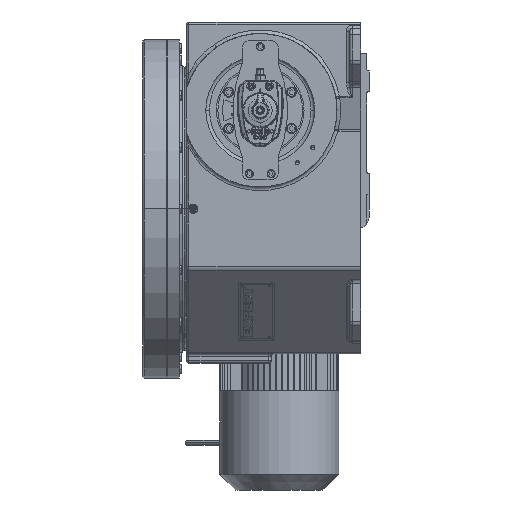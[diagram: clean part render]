
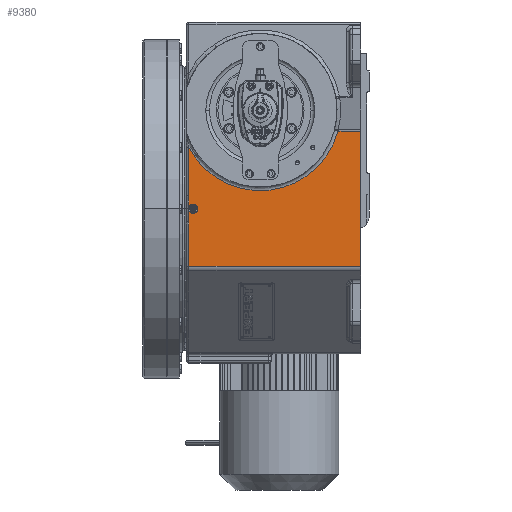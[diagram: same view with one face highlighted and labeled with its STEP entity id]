
A CAD part, left-side view. The second image highlights one B-rep face of the part: STEP entity #9380.
In plain terms, the highlighted planar face has unit normal (-1, 0, 0).
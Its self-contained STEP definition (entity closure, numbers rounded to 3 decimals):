
#402=CARTESIAN_POINT('',(-240.,277.,0.));
#403=DIRECTION('',(-1.,0.,0.));
#404=DIRECTION('',(0.,-1.,0.));
#405=AXIS2_PLACEMENT_3D('',#402,#403,#404);
#407=CARTESIAN_POINT('',(-240.,284.,21.749));
#408=CARTESIAN_POINT('',(-240.,284.,19.63));
#409=CARTESIAN_POINT('',(-240.,284.016,15.38));
#410=CARTESIAN_POINT('',(-240.,284.052,8.961));
#411=CARTESIAN_POINT('',(-240.,284.066,4.66));
#412=CARTESIAN_POINT('',(-240.,284.07,2.504));
#414=DIRECTION('',(0.,0.,-1.));
#415=VECTOR('',#414,79.892);
#416=CARTESIAN_POINT('',(-240.,284.,101.641));
#417=LINE('',#416,#415);
#418=CARTESIAN_POINT('',(-240.,166.,163.));
#419=DIRECTION('',(1.,0.,0.));
#420=DIRECTION('',(0.,-0.966,-0.258));
#421=AXIS2_PLACEMENT_3D('',#418,#419,#420);
#423=DIRECTION('',(0.,-1.,0.));
#424=VECTOR('',#423,37.509);
#425=CARTESIAN_POINT('',(-240.,37.509,128.661));
#426=LINE('',#425,#424);
#427=DIRECTION('',(0.,0.,1.));
#428=VECTOR('',#427,223.93);
#429=CARTESIAN_POINT('',(-240.,0.,-95.269));
#430=LINE('',#429,#428);
#431=DIRECTION('',(0.,1.,0.));
#432=VECTOR('',#431,284.);
#433=CARTESIAN_POINT('',(-240.,0.,-95.269));
#434=LINE('',#433,#432);
#435=DIRECTION('',(0.,0.,-1.));
#436=VECTOR('',#435,73.521);
#437=CARTESIAN_POINT('',(-240.,284.,-21.749));
#438=LINE('',#437,#436);
#439=CARTESIAN_POINT('',(-240.,284.07,-2.504));
#440=CARTESIAN_POINT('',(-240.,284.066,-4.66));
#441=CARTESIAN_POINT('',(-240.,284.052,-8.961));
#442=CARTESIAN_POINT('',(-240.,284.016,-15.38));
#443=CARTESIAN_POINT('',(-240.,284.,-19.63));
#444=CARTESIAN_POINT('',(-240.,284.,-21.749));
#446=CARTESIAN_POINT('',(-240.,277.,0.));
#447=DIRECTION('',(-1.,0.,0.));
#448=DIRECTION('',(0.,0.943,-0.334));
#449=AXIS2_PLACEMENT_3D('',#446,#447,#448);
#4547=CARTESIAN_POINT('',(-240.,37.509,128.661));
#7844=CARTESIAN_POINT('',(-240.,284.07,2.504));
#7845=CARTESIAN_POINT('',(-240.,269.5,0.));
#7846=VERTEX_POINT('',#7844);
#7847=VERTEX_POINT('',#7845);
#7848=CARTESIAN_POINT('',(-240.,284.07,-2.504));
#7849=VERTEX_POINT('',#7848);
#7862=CARTESIAN_POINT('',(-240.,0.,-95.269));
#7863=CARTESIAN_POINT('',(-240.,0.,128.661));
#7864=VERTEX_POINT('',#7862);
#7865=VERTEX_POINT('',#7863);
#8293=VERTEX_POINT('',#4547);
#8753=CARTESIAN_POINT('',(-240.,284.,-95.269));
#8754=VERTEX_POINT('',#8753);
#8757=CARTESIAN_POINT('',(-240.,284.,101.641));
#8758=CARTESIAN_POINT('',(-240.,284.,21.749));
#8759=VERTEX_POINT('',#8757);
#8760=VERTEX_POINT('',#8758);
#8767=CARTESIAN_POINT('',(-240.,284.,
-21.749));
#8768=VERTEX_POINT('',#8767);
#9353=CARTESIAN_POINT('',(-240.,-4.,-170.));
#9354=DIRECTION('',(-1.,0.,0.));
#9355=DIRECTION('',(0.,0.,1.));
#9356=AXIS2_PLACEMENT_3D('',#9353,#9354,#9355);
#9357=PLANE('',#9356);
#9359=ORIENTED_EDGE('',*,*,#9358,.T.);
#9361=ORIENTED_EDGE('',*,*,#9360,.F.);
#9363=ORIENTED_EDGE('',*,*,#9362,.F.);
#9365=ORIENTED_EDGE('',*,*,#9364,.F.);
#9367=ORIENTED_EDGE('',*,*,#9366,.T.);
#9369=ORIENTED_EDGE('',*,*,#9368,.F.);
#9371=ORIENTED_EDGE('',*,*,#9370,.T.);
#9373=ORIENTED_EDGE('',*,*,#9372,.F.);
#9375=ORIENTED_EDGE('',*,*,#9374,.F.);
#9377=ORIENTED_EDGE('',*,*,#9376,.T.);
#9378=EDGE_LOOP('',(#9359,#9361,#9363,#9365,#9367,#9369,#9371,#9373,#9375,
#9377));
#9379=FACE_OUTER_BOUND('',#9378,.F.);
#406=CIRCLE('',#405,7.5);
#413=B_SPLINE_CURVE_WITH_KNOTS('',3,(#407,#408,#409,#410,#411,#412),
.UNSPECIFIED.,.F.,.F.,(4,1,1,4),(0.,0.333,0.667,1.),
.UNSPECIFIED.);
#422=CIRCLE('',#421,133.);
#445=B_SPLINE_CURVE_WITH_KNOTS('',3,(#439,#440,#441,#442,#443,#444),
.UNSPECIFIED.,.F.,.F.,(4,1,1,4),(0.,0.333,0.667,1.),
.UNSPECIFIED.);
#450=CIRCLE('',#449,7.5);
#9358=EDGE_CURVE('',#7847,#7846,#406,.T.);
#9360=EDGE_CURVE('',#8760,#7846,#413,.T.);
#9362=EDGE_CURVE('',#8759,#8760,#417,.T.);
#9364=EDGE_CURVE('',#8293,#8759,#422,.T.);
#9366=EDGE_CURVE('',#8293,#7865,#426,.T.);
#9368=EDGE_CURVE('',#7864,#7865,#430,.T.);
#9370=EDGE_CURVE('',#7864,#8754,#434,.T.);
#9372=EDGE_CURVE('',#8768,#8754,#438,.T.);
#9374=EDGE_CURVE('',#7849,#8768,#445,.T.);
#9376=EDGE_CURVE('',#7849,#7847,#450,.T.);
#9380=ADVANCED_FACE('',(#9379),#9357,.T.);
